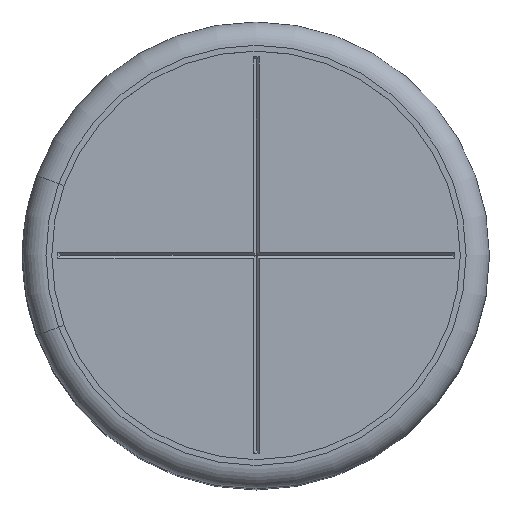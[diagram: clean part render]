
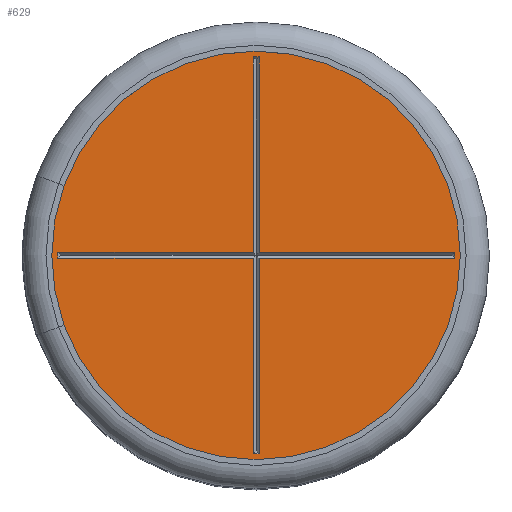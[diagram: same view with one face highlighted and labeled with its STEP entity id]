
A CAD part, top view. The second image highlights one B-rep face of the part: STEP entity #629.
In plain terms, the highlighted planar face has unit normal (0, 0, 1).
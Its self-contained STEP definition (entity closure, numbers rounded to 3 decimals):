
#629=ADVANCED_FACE('',(#1384,#1386),#1388,.T.);
#1384=FACE_BOUND('',#1385,.T.);
#1385=EDGE_LOOP('',(#1999));
#1386=FACE_BOUND('',#1387,.T.);
#1387=EDGE_LOOP('',(#2000,#2001,#2002,#2003,#2004,#2005,#2006,#2007,#2008,#2009,
#2010,#2011));
#1388=PLANE('',#1389);
#1389=AXIS2_PLACEMENT_3D('',#1390,#1391,#1392);
#1390=CARTESIAN_POINT('',(0.,0.,11.9));
#1391=DIRECTION('',(0.,0.,1.));
#1392=DIRECTION('',(1.,0.,0.));
#1999=ORIENTED_EDGE('',*,*,#2319,.T.);
#2000=ORIENTED_EDGE('',*,*,#2347,.T.);
#2001=ORIENTED_EDGE('',*,*,#2348,.T.);
#2002=ORIENTED_EDGE('',*,*,#2349,.T.);
#2003=ORIENTED_EDGE('',*,*,#2350,.T.);
#2004=ORIENTED_EDGE('',*,*,#2351,.T.);
#2005=ORIENTED_EDGE('',*,*,#2352,.T.);
#2006=ORIENTED_EDGE('',*,*,#2353,.T.);
#2007=ORIENTED_EDGE('',*,*,#2354,.T.);
#2008=ORIENTED_EDGE('',*,*,#2355,.T.);
#2009=ORIENTED_EDGE('',*,*,#2356,.T.);
#2010=ORIENTED_EDGE('',*,*,#2357,.T.);
#2011=ORIENTED_EDGE('',*,*,#2358,.T.);
#2319=EDGE_CURVE('',#2704,#2704,#2705,.T.);
#2347=EDGE_CURVE('',#2746,#2747,#2748,.F.);
#2348=EDGE_CURVE('',#2747,#2749,#2750,.F.);
#2349=EDGE_CURVE('',#2749,#2751,#2752,.F.);
#2350=EDGE_CURVE('',#2751,#2753,#2754,.F.);
#2351=EDGE_CURVE('',#2753,#2755,#2756,.F.);
#2352=EDGE_CURVE('',#2755,#2757,#2758,.F.);
#2353=EDGE_CURVE('',#2757,#2759,#2760,.F.);
#2354=EDGE_CURVE('',#2759,#2761,#2762,.F.);
#2355=EDGE_CURVE('',#2761,#2763,#2764,.F.);
#2356=EDGE_CURVE('',#2763,#2765,#2766,.F.);
#2357=EDGE_CURVE('',#2765,#2767,#2768,.F.);
#2358=EDGE_CURVE('',#2767,#2746,#2769,.F.);
#2704=VERTEX_POINT('',#3879);
#2705=CIRCLE('',#3880,3.5);
#2746=VERTEX_POINT('',#4048);
#2747=VERTEX_POINT('',#4049);
#2748=LINE('',#4050,#4051);
#2749=VERTEX_POINT('',#4053);
#2750=LINE('',#4054,#4055);
#2751=VERTEX_POINT('',#4057);
#2752=LINE('',#4058,#4059);
#2753=VERTEX_POINT('',#4061);
#2754=LINE('',#4062,#4063);
#2755=VERTEX_POINT('',#4065);
#2756=LINE('',#4066,#4067);
#2757=VERTEX_POINT('',#4069);
#2758=LINE('',#4070,#4071);
#2759=VERTEX_POINT('',#4073);
#2760=LINE('',#4074,#4075);
#2761=VERTEX_POINT('',#4077);
#2762=LINE('',#4078,#4079);
#2763=VERTEX_POINT('',#4081);
#2764=LINE('',#4082,#4083);
#2765=VERTEX_POINT('',#4085);
#2766=LINE('',#4086,#4087);
#2767=VERTEX_POINT('',#4089);
#2768=LINE('',#4090,#4091);
#2769=LINE('',#4093,#4094);
#3879=CARTESIAN_POINT('',(3.5,0.,11.9));
#3880=AXIS2_PLACEMENT_3D('',#3881,#3882,#3883);
#3881=CARTESIAN_POINT('',(0.,0.,11.9));
#3882=DIRECTION('',(0.,0.,1.));
#3883=DIRECTION('',(1.,0.,0.));
#4048=CARTESIAN_POINT('',(-0.046,-0.05,11.9));
#4049=CARTESIAN_POINT('',(-3.396,-0.05,11.9));
#4050=CARTESIAN_POINT('',(-3.396,-0.05,11.9));
#4051=VECTOR('',#4052,1.);
#4052=DIRECTION('',(1.,0.,0.));
#4053=CARTESIAN_POINT('',(-3.396,0.05,11.9));
#4054=CARTESIAN_POINT('',(-3.396,0.05,11.9));
#4055=VECTOR('',#4056,1.);
#4056=DIRECTION('',(0.,-1.,0.));
#4057=CARTESIAN_POINT('',(-0.046,0.05,11.9));
#4058=CARTESIAN_POINT('',(-0.046,0.05,11.9));
#4059=VECTOR('',#4060,1.);
#4060=DIRECTION('',(-1.,0.,0.));
#4061=CARTESIAN_POINT('',(-0.046,3.4,11.9));
#4062=CARTESIAN_POINT('',(-0.046,3.4,11.9));
#4063=VECTOR('',#4064,1.);
#4064=DIRECTION('',(0.,-1.,0.));
#4065=CARTESIAN_POINT('',(0.054,3.4,11.9));
#4066=CARTESIAN_POINT('',(0.054,3.4,11.9));
#4067=VECTOR('',#4068,1.);
#4068=DIRECTION('',(-1.,0.,0.));
#4069=CARTESIAN_POINT('',(0.054,0.05,11.9));
#4070=CARTESIAN_POINT('',(0.054,0.05,11.9));
#4071=VECTOR('',#4072,1.);
#4072=DIRECTION('',(0.,1.,0.));
#4073=CARTESIAN_POINT('',(3.404,0.05,11.9));
#4074=CARTESIAN_POINT('',(3.404,0.05,11.9));
#4075=VECTOR('',#4076,1.);
#4076=DIRECTION('',(-1.,0.,0.));
#4077=CARTESIAN_POINT('',(3.404,-0.05,11.9));
#4078=CARTESIAN_POINT('',(3.404,-0.05,11.9));
#4079=VECTOR('',#4080,1.);
#4080=DIRECTION('',(0.,1.,0.));
#4081=CARTESIAN_POINT('',(0.054,-0.05,11.9));
#4082=CARTESIAN_POINT('',(0.054,-0.05,11.9));
#4083=VECTOR('',#4084,1.);
#4084=DIRECTION('',(1.,0.,0.));
#4085=CARTESIAN_POINT('',(0.054,-3.4,11.9));
#4086=CARTESIAN_POINT('',(0.054,-3.4,11.9));
#4087=VECTOR('',#4088,1.);
#4088=DIRECTION('',(0.,1.,0.));
#4089=CARTESIAN_POINT('',(-0.046,-3.4,11.9));
#4090=CARTESIAN_POINT('',(-0.046,-3.4,11.9));
#4091=VECTOR('',#4092,1.);
#4092=DIRECTION('',(1.,0.,0.));
#4093=CARTESIAN_POINT('',(-0.046,-0.05,11.9));
#4094=VECTOR('',#4095,1.);
#4095=DIRECTION('',(0.,-1.,0.));
